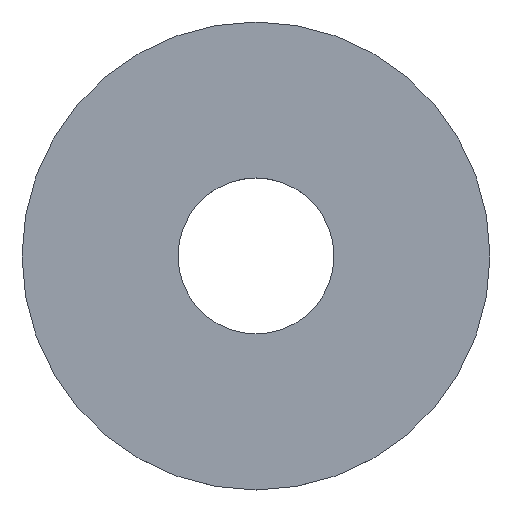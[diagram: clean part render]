
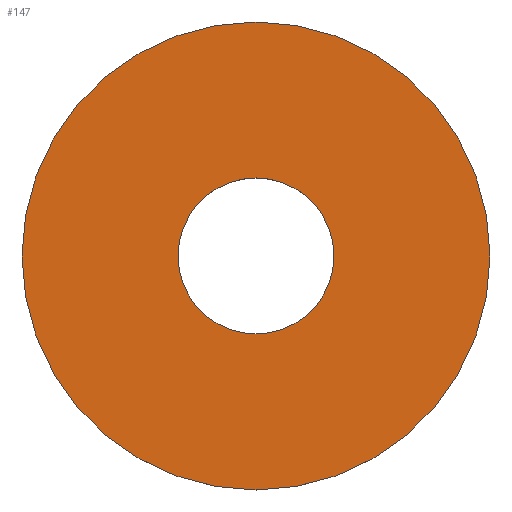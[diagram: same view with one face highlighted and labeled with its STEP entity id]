
A CAD part, top view. The second image highlights one B-rep face of the part: STEP entity #147.
In plain terms, the highlighted planar face has unit normal (0, 0, 1).
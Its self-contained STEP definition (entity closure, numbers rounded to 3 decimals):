
#1 = CIRCLE ( 'NONE', #29, 7.5 ) ;
#4 = DIRECTION ( 'NONE',  ( 0., -1., 0. ) ) ;
#15 = CIRCLE ( 'NONE', #36, 2.5 ) ;
#17 = ORIENTED_EDGE ( 'NONE', *, *, #41, .T. ) ;
#28 = CARTESIAN_POINT ( 'NONE',  ( 0., 0., 0.25 ) ) ;
#29 = AXIS2_PLACEMENT_3D ( 'NONE', #28, #68, #44 ) ;
#30 = CARTESIAN_POINT ( 'NONE',  ( 0., 2.5, 0.25 ) ) ;
#36 = AXIS2_PLACEMENT_3D ( 'NONE', #69, #164, #108 ) ;
#41 = EDGE_CURVE ( 'NONE', #113, #113, #15, .T. ) ;
#44 = DIRECTION ( 'NONE',  ( 0., 1., 0. ) ) ;
#53 = EDGE_LOOP ( 'NONE', ( #148 ) ) ;
#54 = FACE_OUTER_BOUND ( 'NONE', #53, .T. ) ;
#66 = DIRECTION ( 'NONE',  ( 0., 0., 1. ) ) ;
#68 = DIRECTION ( 'NONE',  ( 0., 0., -1. ) ) ;
#69 = CARTESIAN_POINT ( 'NONE',  ( 0., 0., 0.25 ) ) ;
#108 = DIRECTION ( 'NONE',  ( 0., 1., 0. ) ) ;
#109 = PLANE ( 'NONE',  #126 ) ;
#110 = EDGE_CURVE ( 'NONE', #139, #139, #1, .T. ) ;
#113 = VERTEX_POINT ( 'NONE', #146 ) ;
#125 = FACE_BOUND ( 'NONE', #137, .T. ) ;
#126 = AXIS2_PLACEMENT_3D ( 'NONE', #30, #66, #4 ) ;
#137 = EDGE_LOOP ( 'NONE', ( #17 ) ) ;
#139 = VERTEX_POINT ( 'NONE', #151 ) ;
#146 = CARTESIAN_POINT ( 'NONE',  ( 0., 2.5, 0.25 ) ) ;
#147 = ADVANCED_FACE ( 'NONE', ( #125, #54 ), #109, .T. ) ;
#148 = ORIENTED_EDGE ( 'NONE', *, *, #110, .F. ) ;
#151 = CARTESIAN_POINT ( 'NONE',  ( 0., 7.5, 0.25 ) ) ;
#164 = DIRECTION ( 'NONE',  ( 0., 0., -1. ) ) ;
